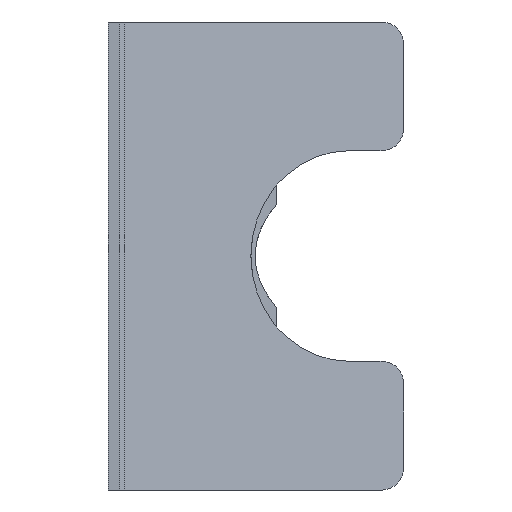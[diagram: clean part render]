
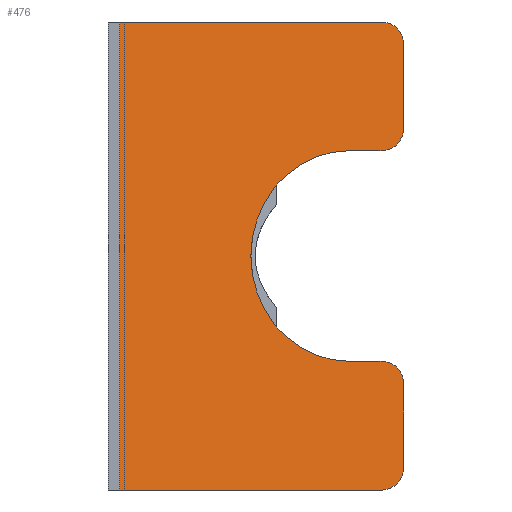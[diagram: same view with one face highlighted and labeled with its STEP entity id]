
A CAD part, left-side view. The second image highlights one B-rep face of the part: STEP entity #476.
In plain terms, the highlighted planar face has unit normal (-0.934, -0.357, 0).
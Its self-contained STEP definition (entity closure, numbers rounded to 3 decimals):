
#38=FACE_OUTER_BOUND('',#62,.T.);
#62=EDGE_LOOP('',(#361,#362,#363,#364,#365,#366,#367,#368,#369,#370,#371,
#372));
#81=CIRCLE('',#516,1.);
#82=CIRCLE('',#519,1.);
#83=CIRCLE('',#522,4.5);
#84=CIRCLE('',#525,1.);
#85=CIRCLE('',#528,1.);
#103=LINE('',#720,#152);
#106=LINE('',#728,#155);
#109=LINE('',#736,#158);
#112=LINE('',#744,#161);
#115=LINE('',#753,#164);
#119=LINE('',#760,#168);
#120=LINE('',#761,#169);
#152=VECTOR('',#580,10.);
#155=VECTOR('',#589,10.);
#158=VECTOR('',#598,10.);
#161=VECTOR('',#607,10.);
#164=VECTOR('',#616,10.);
#168=VECTOR('',#622,10.);
#169=VECTOR('',#623,10.);
#204=VERTEX_POINT('',#713);
#205=VERTEX_POINT('',#714);
#206=VERTEX_POINT('',#719);
#207=VERTEX_POINT('',#723);
#208=VERTEX_POINT('',#727);
#209=VERTEX_POINT('',#731);
#210=VERTEX_POINT('',#735);
#211=VERTEX_POINT('',#739);
#212=VERTEX_POINT('',#743);
#213=VERTEX_POINT('',#747);
#214=VERTEX_POINT('',#751);
#215=VERTEX_POINT('',#752);
#251=EDGE_CURVE('',#204,#205,#81,.T.);
#254=EDGE_CURVE('',#205,#206,#103,.T.);
#256=EDGE_CURVE('',#206,#207,#82,.T.);
#258=EDGE_CURVE('',#207,#208,#106,.T.);
#260=EDGE_CURVE('',#208,#209,#83,.T.);
#262=EDGE_CURVE('',#209,#210,#109,.T.);
#264=EDGE_CURVE('',#210,#211,#84,.T.);
#266=EDGE_CURVE('',#211,#212,#112,.T.);
#268=EDGE_CURVE('',#212,#213,#85,.T.);
#270=EDGE_CURVE('',#214,#215,#115,.T.);
#274=EDGE_CURVE('',#215,#204,#119,.T.);
#275=EDGE_CURVE('',#213,#214,#120,.T.);
#361=ORIENTED_EDGE('',*,*,#270,.T.);
#362=ORIENTED_EDGE('',*,*,#274,.T.);
#363=ORIENTED_EDGE('',*,*,#251,.T.);
#364=ORIENTED_EDGE('',*,*,#254,.T.);
#365=ORIENTED_EDGE('',*,*,#256,.T.);
#366=ORIENTED_EDGE('',*,*,#258,.T.);
#367=ORIENTED_EDGE('',*,*,#260,.T.);
#368=ORIENTED_EDGE('',*,*,#262,.T.);
#369=ORIENTED_EDGE('',*,*,#264,.T.);
#370=ORIENTED_EDGE('',*,*,#266,.T.);
#371=ORIENTED_EDGE('',*,*,#268,.T.);
#372=ORIENTED_EDGE('',*,*,#275,.T.);
#455=PLANE('',#530);
#476=ADVANCED_FACE('',(#38),#455,.F.);
#516=AXIS2_PLACEMENT_3D('',#715,#574,#575);
#519=AXIS2_PLACEMENT_3D('',#724,#584,#585);
#522=AXIS2_PLACEMENT_3D('',#732,#593,#594);
#525=AXIS2_PLACEMENT_3D('',#740,#602,#603);
#528=AXIS2_PLACEMENT_3D('',#748,#611,#612);
#530=AXIS2_PLACEMENT_3D('',#759,#620,#621);
#574=DIRECTION('center_axis',(-0.934,-0.358,0.));
#575=DIRECTION('ref_axis',(0.,0.,
-1.));
#580=DIRECTION('',(0.,0.,1.));
#584=DIRECTION('center_axis',(-0.934,-0.358,0.));
#585=DIRECTION('ref_axis',(0.358,-0.934,0.));
#589=DIRECTION('',(-0.358,0.934,0.));
#593=DIRECTION('center_axis',(0.934,0.358,0.));
#594=DIRECTION('ref_axis',(0.,0.,
-1.));
#598=DIRECTION('',(0.358,-0.934,0.));
#602=DIRECTION('center_axis',(-0.934,-0.358,0.));
#603=DIRECTION('ref_axis',(0.,0.,
-1.));
#607=DIRECTION('',(0.,0.,1.));
#611=DIRECTION('center_axis',(-0.934,-0.358,0.));
#612=DIRECTION('ref_axis',(0.358,-0.934,0.));
#616=DIRECTION('',(0.,0.,-1.));
#620=DIRECTION('center_axis',(0.934,0.358,0.));
#621=DIRECTION('ref_axis',(0.,0.,-1.));
#622=DIRECTION('',(0.358,-0.934,0.));
#623=DIRECTION('',(-0.358,0.934,0.));
#713=CARTESIAN_POINT('',(-2.46,-11.707,-10.));
#714=CARTESIAN_POINT('',(-2.102,-12.641,-9.));
#715=CARTESIAN_POINT('Origin',(-2.46,-11.707,-9.));
#719=CARTESIAN_POINT('',(-2.102,-12.641,-5.5));
#720=CARTESIAN_POINT('',(-2.102,-12.641,-9.));
#723=CARTESIAN_POINT('',(-2.46,-11.707,-4.5));
#724=CARTESIAN_POINT('Origin',(-2.46,-11.707,-5.5));
#727=CARTESIAN_POINT('',(-2.996,-10.306,-4.5));
#728=CARTESIAN_POINT('',(-2.46,-11.707,-4.5));
#731=CARTESIAN_POINT('',(-2.996,-10.306,4.5));
#732=CARTESIAN_POINT('Origin',(-2.996,-10.306,0.));
#735=CARTESIAN_POINT('',(-2.46,-11.707,4.5));
#736=CARTESIAN_POINT('',(-2.996,-10.306,4.5));
#739=CARTESIAN_POINT('',(-2.102,-12.641,5.5));
#740=CARTESIAN_POINT('Origin',(-2.46,-11.707,5.5));
#743=CARTESIAN_POINT('',(-2.102,-12.641,9.));
#744=CARTESIAN_POINT('',(-2.102,-12.641,5.5));
#747=CARTESIAN_POINT('',(-2.46,-11.707,10.));
#748=CARTESIAN_POINT('Origin',(-2.46,-11.707,9.));
#751=CARTESIAN_POINT('',(-6.75,-0.5,10.));
#752=CARTESIAN_POINT('',(-6.75,-0.5,-10.));
#753=CARTESIAN_POINT('',(-6.75,-0.5,0.));
#759=CARTESIAN_POINT('Origin',(-4.639,-6.014,0.));
#760=CARTESIAN_POINT('',(-6.75,-0.5,-10.));
#761=CARTESIAN_POINT('',(-2.46,-11.707,10.));
